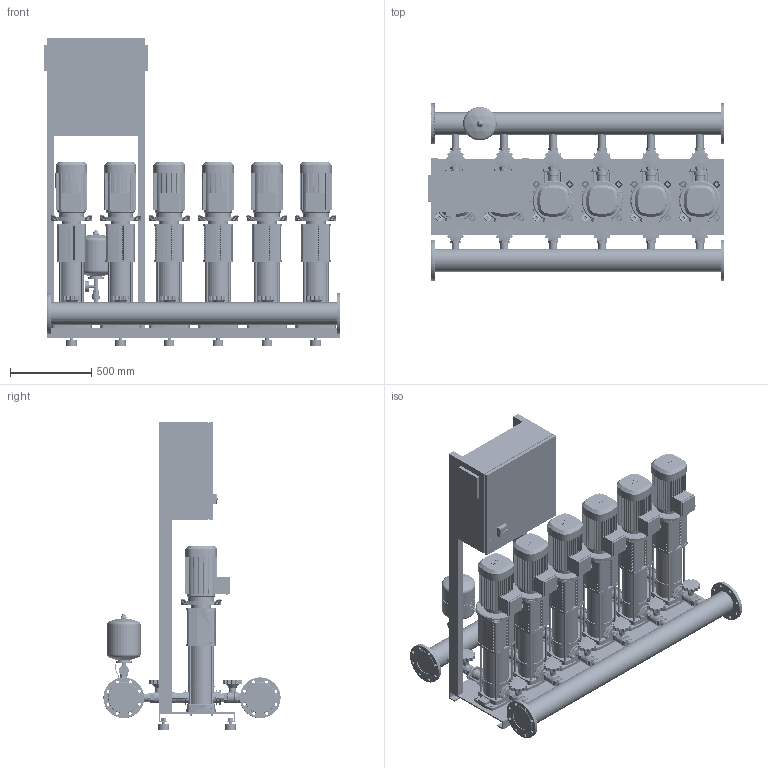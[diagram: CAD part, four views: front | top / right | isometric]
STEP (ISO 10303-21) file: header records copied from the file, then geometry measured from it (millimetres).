
FILE_DESCRIPTION((''),'2;1');
FILE_NAME('3d_CO-6HELIXV1606_K_CC-01-2532245.stp','2016-01-25T07:56:46',(''),(''),'Mechanical Desktop 2009','Mechanical Desktop 2009',', , ');
FILE_SCHEMA(('CONFIG_CONTROL_DESIGN'));
Length unit declared in the file: millimetre
Products named in the file (1): Product
Bounding box: 1820 x 1088 x 1885 mm (x, y, z)
Volume: 341889531.7 mm3; surface area: 19415844.8 mm2
Topology: 292 solids, 292 shells, 10127 faces, 26563 edges, 17392 vertices
Faces by surface type: plane 4220, bspline 2657, cylinder 2584, cone 460, torus 168, sphere 38
Entity records: 334701 total; most frequent: CARTESIAN_POINT 85450, ORIENTED_EDGE 53078, DIRECTION 48579, EDGE_CURVE 26539, VERTEX_POINT 17390, VECTOR 16821, LINE 16821, AXIS2_PLACEMENT_3D 15879
